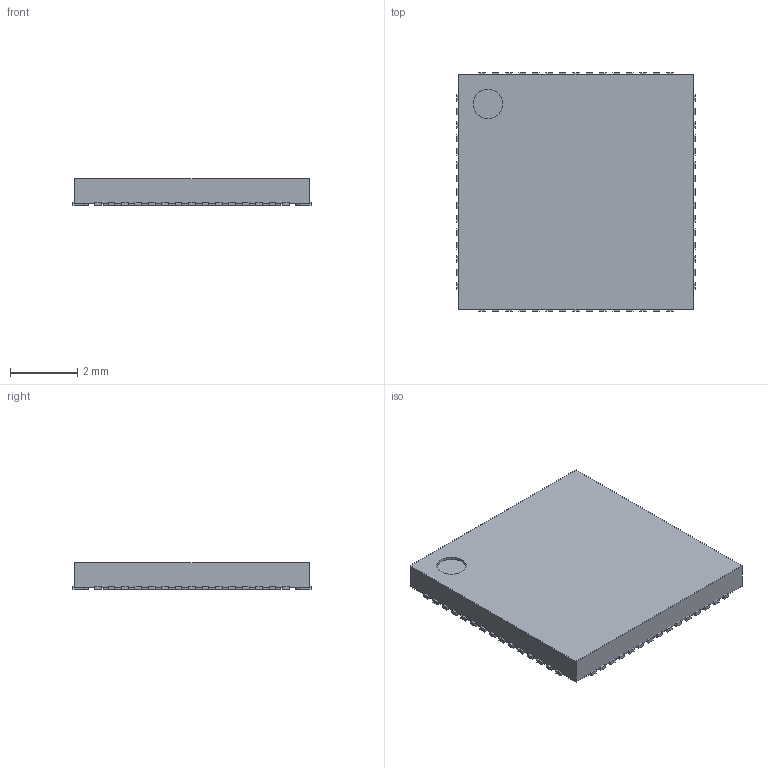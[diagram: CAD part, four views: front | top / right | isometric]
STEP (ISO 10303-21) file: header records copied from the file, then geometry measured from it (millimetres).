
FILE_DESCRIPTION(('FreeCAD Model'),'2;1');
FILE_NAME('1236578.2.1.stp','2020-04-10T01:22:29',( 'Author'),(''),'Open CASCADE STEP processor 6.9','FreeCAD','Unknown' );
FILE_SCHEMA(('AUTOMOTIVE_DESIGN { 1 0 10303 214 1 1 1 1 }'));
Length unit declared in the file: millimetre
Products named in the file (5): ASSEMBLY; Body; ThermalPin; PinsArrayLR; PinsArrayTB
Assembly tree (4 placements, depth 2):
  ASSEMBLY
    Body
    ThermalPin
    PinsArrayLR
    PinsArrayTB
Bounding box: 7.1 x 7.1 x 0.8 mm (x, y, z)
Volume: 40 mm3; surface area: 194 mm2
Topology: 62 solids, 62 shells, 374 faces, 747 edges, 498 vertices
Faces by surface type: plane 313, cylinder 61
Full cylindrical faces by diameter (mm): 0.875 x1
Entity records: 20008 total; most frequent: CARTESIAN_POINT 3478, DIRECTION 3061, LINE 1997, VECTOR 1997, ORIENTED_EDGE 1494, PCURVE 1494, DEFINITIONAL_REPRESENTATION 1494, EDGE_CURVE 747
